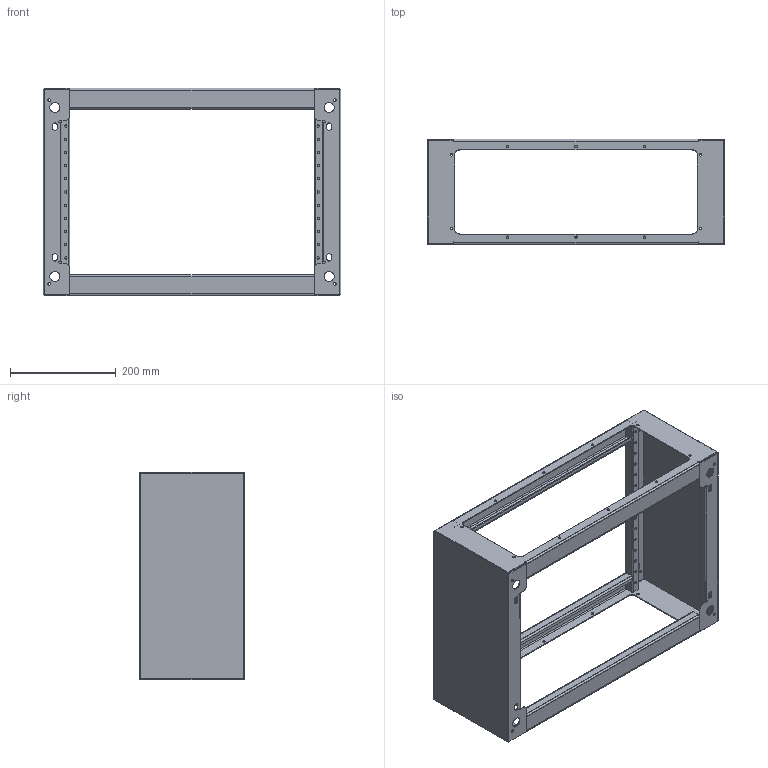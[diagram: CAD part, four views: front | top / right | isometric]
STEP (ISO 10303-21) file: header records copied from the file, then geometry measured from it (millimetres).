
FILE_DESCRIPTION (( 'STEP AP214' ), '1' );
FILE_NAME ('915.246.STEP', '2024-08-22T05:04:56', ( '' ), ( '' ), 'SwSTEP 2.0', 'SolidWorks 2021', '' );
FILE_SCHEMA (( 'AUTOMOTIVE_DESIGN' ));
Length unit declared in the file: millimetre
Products named in the file (3): 915.246; 915.246-01; 915.246-02
Assembly tree (4 placements, depth 2):
  915.246
    915.246-01  x2
    915.246-02  x2
Bounding box: 564 x 200 x 394 mm (x, y, z)
Volume: 870738 mm3; surface area: 891945 mm2
Topology: 4 solids, 4 shells, 456 faces, 1168 edges, 720 vertices
Faces by surface type: cylinder 232, plane 224
Entity records: 7154 total; most frequent: DIRECTION 1286, CARTESIAN_POINT 1179, ORIENTED_EDGE 1168, EDGE_CURVE 584, AXIS2_PLACEMENT_3D 467, VERTEX_POINT 360, LINE 352, VECTOR 352
